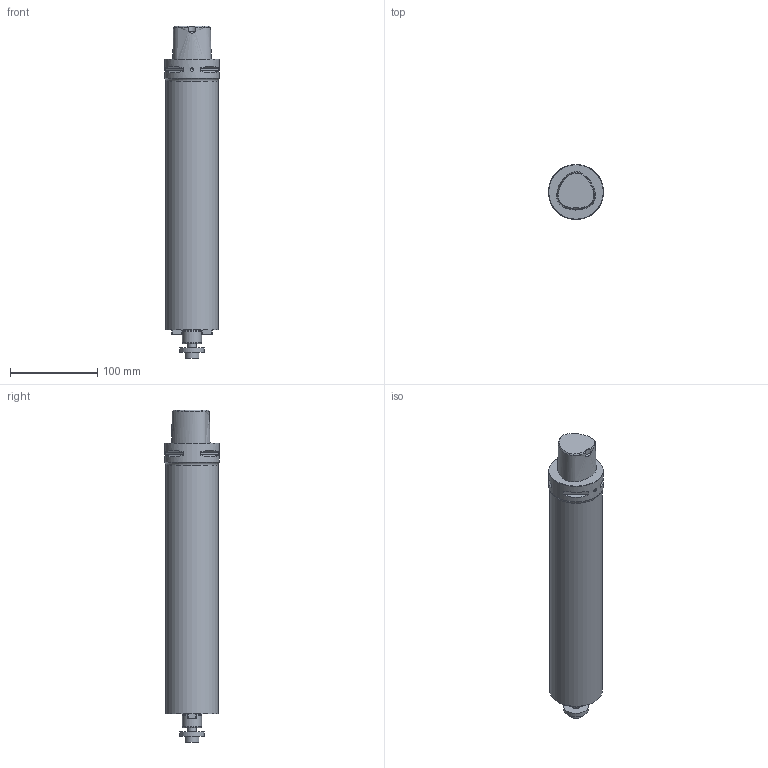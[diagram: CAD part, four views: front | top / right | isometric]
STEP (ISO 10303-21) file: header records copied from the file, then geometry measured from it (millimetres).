
FILE_DESCRIPTION(/* description */ (''),/* implementation_level */ '2;1');
FILE_NAME(/* name */ '1529476596291.stp',/* time_stamp */ '2018-06-20T08:36:43+02:00',/* author */ (''),/* organization */ ('SMS'),/* preprocessor_version */ 'ST-DEVELOPER v15',/* originating_system */ 'SIEMENS PLM Software NX 8.5',/* authorisation */ '');
FILE_SCHEMA (('AUTOMOTIVE_DESIGN { 1 0 10303 214 3 1 1 1 }'));
Length unit declared in the file: millimetre
Products named in the file (1): C6-Q22D-060-310
Bounding box: 63 x 63 x 380.5 mm (x, y, z)
Volume: 948372 mm3; surface area: 73473 mm2
Topology: 1 solids, 1 shells, 67 faces, 162 edges, 109 vertices
Faces by surface type: plane 37, cylinder 17, cone 8, torus 3, bspline 2
Full cylindrical faces by diameter (mm): 4 x1, 10 x1, 16 x1, 21.4 x1, 22 x1, 28 x1, 60 x1, 63 x1
Entity records: 2673 total; most frequent: CARTESIAN_POINT 1178, ORIENTED_EDGE 280, DIRECTION 276, EDGE_CURVE 140, AXIS2_PLACEMENT_3D 103, VERTEX_POINT 101, EDGE_LOOP 92, LINE 70
